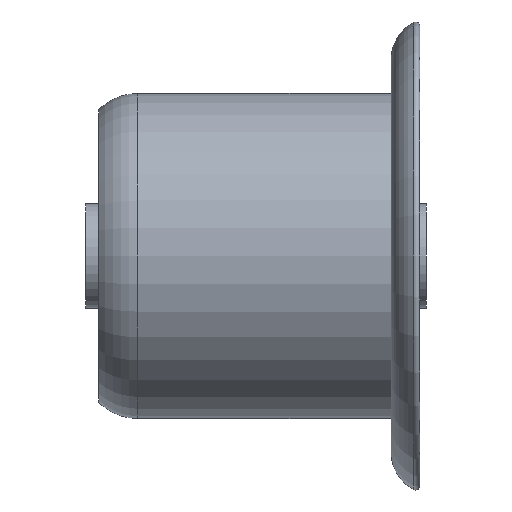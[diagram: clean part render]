
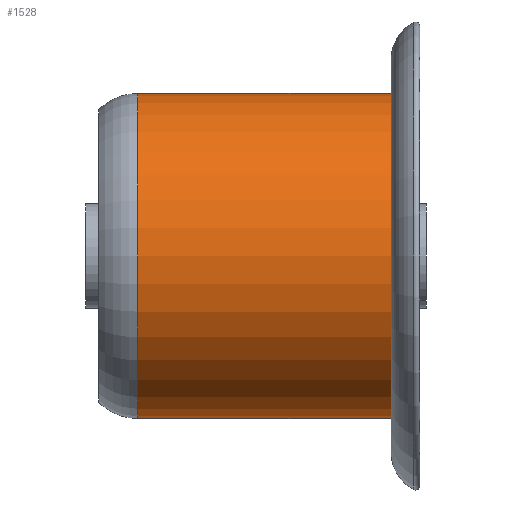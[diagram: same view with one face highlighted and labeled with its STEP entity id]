
A CAD part, front view. The second image highlights one B-rep face of the part: STEP entity #1528.
In plain terms, the highlighted cylindrical face has radius 25 mm (diameter 50 mm), a partial arc.
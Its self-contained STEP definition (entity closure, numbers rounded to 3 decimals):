
#38 = CIRCLE ( 'NONE', #994, 25. ) ;
#69 = CARTESIAN_POINT ( 'NONE',  ( 8., 0., -25. ) ) ;
#97 = VECTOR ( 'NONE', #1101, 1000. ) ;
#129 = DIRECTION ( 'NONE',  ( 0., 0., 1. ) ) ;
#213 = ORIENTED_EDGE ( 'NONE', *, *, #730, .F. ) ;
#246 = CARTESIAN_POINT ( 'NONE',  ( 8., 0., 0. ) ) ;
#275 = CARTESIAN_POINT ( 'NONE',  ( -4.771, 0., -25. ) ) ;
#280 = DIRECTION ( 'NONE',  ( -1., 0., 0. ) ) ;
#434 = CYLINDRICAL_SURFACE ( 'NONE', #1431, 25. ) ;
#437 = CARTESIAN_POINT ( 'NONE',  ( 47., 0., 25. ) ) ;
#440 = DIRECTION ( 'NONE',  ( -1., 0., 0. ) ) ;
#488 = DIRECTION ( 'NONE',  ( -1., 0., 0. ) ) ;
#494 = DIRECTION ( 'NONE',  ( 0., 0., 1. ) ) ;
#522 = CARTESIAN_POINT ( 'NONE',  ( 47., 0., -25. ) ) ;
#566 = LINE ( 'NONE', #275, #97 ) ;
#727 = VECTOR ( 'NONE', #440, 1000. ) ;
#730 = EDGE_CURVE ( 'NONE', #1487, #1435, #566, .T. ) ;
#739 = FACE_OUTER_BOUND ( 'NONE', #1057, .T. ) ;
#842 = VERTEX_POINT ( 'NONE', #1196 ) ;
#899 = ORIENTED_EDGE ( 'NONE', *, *, #1159, .F. ) ;
#904 = EDGE_CURVE ( 'NONE', #1322, #842, #1019, .T. ) ;
#928 = DIRECTION ( 'NONE',  ( -1., 0., 0. ) ) ;
#994 = AXIS2_PLACEMENT_3D ( 'NONE', #246, #928, #129 ) ;
#1017 = CIRCLE ( 'NONE', #1018, 25. ) ;
#1018 = AXIS2_PLACEMENT_3D ( 'NONE', #1194, #488, #494 ) ;
#1019 = LINE ( 'NONE', #1390, #727 ) ;
#1057 = EDGE_LOOP ( 'NONE', ( #213, #1320, #1227, #899 ) ) ;
#1070 = CARTESIAN_POINT ( 'NONE',  ( -4.771, 0., 0. ) ) ;
#1101 = DIRECTION ( 'NONE',  ( -1., 0., 0. ) ) ;
#1159 = EDGE_CURVE ( 'NONE', #1435, #842, #38, .T. ) ;
#1194 = CARTESIAN_POINT ( 'NONE',  ( 47., 0., 0. ) ) ;
#1196 = CARTESIAN_POINT ( 'NONE',  ( 8., 0., 25. ) ) ;
#1198 = DIRECTION ( 'NONE',  ( 0., 0., 1. ) ) ;
#1227 = ORIENTED_EDGE ( 'NONE', *, *, #904, .T. ) ;
#1320 = ORIENTED_EDGE ( 'NONE', *, *, #1521, .T. ) ;
#1322 = VERTEX_POINT ( 'NONE', #437 ) ;
#1390 = CARTESIAN_POINT ( 'NONE',  ( -4.771, 0., 25. ) ) ;
#1431 = AXIS2_PLACEMENT_3D ( 'NONE', #1070, #280, #1198 ) ;
#1435 = VERTEX_POINT ( 'NONE', #69 ) ;
#1487 = VERTEX_POINT ( 'NONE', #522 ) ;
#1521 = EDGE_CURVE ( 'NONE', #1487, #1322, #1017, .T. ) ;
#1528 = ADVANCED_FACE ( 'NONE', ( #739 ), #434, .T. ) ;
